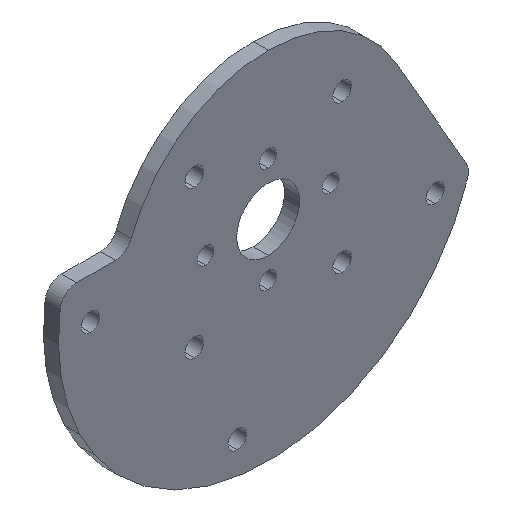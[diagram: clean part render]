
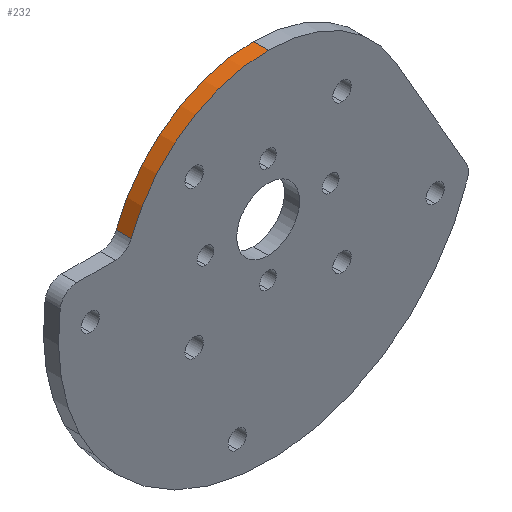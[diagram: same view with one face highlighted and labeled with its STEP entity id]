
A CAD part, isometric view. The second image highlights one B-rep face of the part: STEP entity #232.
In plain terms, the highlighted cylindrical face has radius 22.225 mm (diameter 44.45 mm), a partial arc.
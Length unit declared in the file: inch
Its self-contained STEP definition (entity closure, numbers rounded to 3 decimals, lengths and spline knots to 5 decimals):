
#63 = DIRECTION ( 'NONE',  ( 0., 1., 0. ) ) ;
#79 = CARTESIAN_POINT ( 'NONE',  ( -1.94068, 1.5, -1.4978 ) ) ;
#201 = CIRCLE ( 'NONE', #457, 0.875 ) ;
#219 = VERTEX_POINT ( 'NONE', #577 ) ;
#222 = CARTESIAN_POINT ( 'NONE',  ( -1.94068, 1.125, -1.4978 ) ) ;
#231 = CARTESIAN_POINT ( 'NONE',  ( -1.122, 1.5, -1.80664 ) ) ;
#232 = ADVANCED_FACE ( 'NONE', ( #879 ), #892, .T. ) ;
#332 = LINE ( 'NONE', #1221, #662 ) ;
#384 = DIRECTION ( 'NONE',  ( 0., 1., 0. ) ) ;
#457 = AXIS2_PLACEMENT_3D ( 'NONE', #231, #1042, #1272 ) ;
#544 = AXIS2_PLACEMENT_3D ( 'NONE', #782, #63, #1289 ) ;
#564 = EDGE_CURVE ( 'NONE', #1250, #1059, #687, .T. ) ;
#577 = CARTESIAN_POINT ( 'NONE',  ( -1.122, 1.5, -0.93164 ) ) ;
#662 = VECTOR ( 'NONE', #735, 39.37008 ) ;
#687 = CIRCLE ( 'NONE', #544, 0.875 ) ;
#695 = ORIENTED_EDGE ( 'NONE', *, *, #564, .T. ) ;
#702 = ORIENTED_EDGE ( 'NONE', *, *, #935, .T. ) ;
#730 = DIRECTION ( 'NONE',  ( 0., -1., 0. ) ) ;
#735 = DIRECTION ( 'NONE',  ( 0., 1., 0. ) ) ;
#773 = ORIENTED_EDGE ( 'NONE', *, *, #903, .T. ) ;
#780 = DIRECTION ( 'NONE',  ( 0., 0., 1. ) ) ;
#782 = CARTESIAN_POINT ( 'NONE',  ( -1.122, 1.41, -1.80664 ) ) ;
#810 = VERTEX_POINT ( 'NONE', #79 ) ;
#853 = VECTOR ( 'NONE', #730, 39.37008 ) ;
#879 = FACE_OUTER_BOUND ( 'NONE', #1112, .T. ) ;
#887 = CARTESIAN_POINT ( 'NONE',  ( -1.122, 1.125, -1.80664 ) ) ;
#892 = CYLINDRICAL_SURFACE ( 'NONE', #993, 0.875 ) ;
#903 = EDGE_CURVE ( 'NONE', #810, #1250, #1240, .T. ) ;
#935 = EDGE_CURVE ( 'NONE', #1059, #219, #332, .T. ) ;
#943 = EDGE_CURVE ( 'NONE', #810, #219, #201, .T. ) ;
#979 = CARTESIAN_POINT ( 'NONE',  ( -1.122, 1.41, -0.93164 ) ) ;
#993 = AXIS2_PLACEMENT_3D ( 'NONE', #887, #384, #780 ) ;
#994 = ORIENTED_EDGE ( 'NONE', *, *, #943, .F. ) ;
#1042 = DIRECTION ( 'NONE',  ( 0., 1., 0. ) ) ;
#1059 = VERTEX_POINT ( 'NONE', #979 ) ;
#1112 = EDGE_LOOP ( 'NONE', ( #695, #702, #994, #773 ) ) ;
#1130 = CARTESIAN_POINT ( 'NONE',  ( -1.94068, 1.41, -1.4978 ) ) ;
#1221 = CARTESIAN_POINT ( 'NONE',  ( -1.122, 1.125, -0.93164 ) ) ;
#1240 = LINE ( 'NONE', #222, #853 ) ;
#1250 = VERTEX_POINT ( 'NONE', #1130 ) ;
#1272 = DIRECTION ( 'NONE',  ( 0., 0., 1. ) ) ;
#1289 = DIRECTION ( 'NONE',  ( 0., 0., 1. ) ) ;
